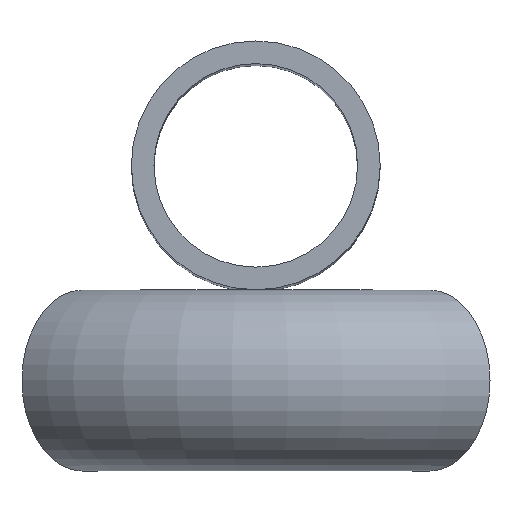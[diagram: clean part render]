
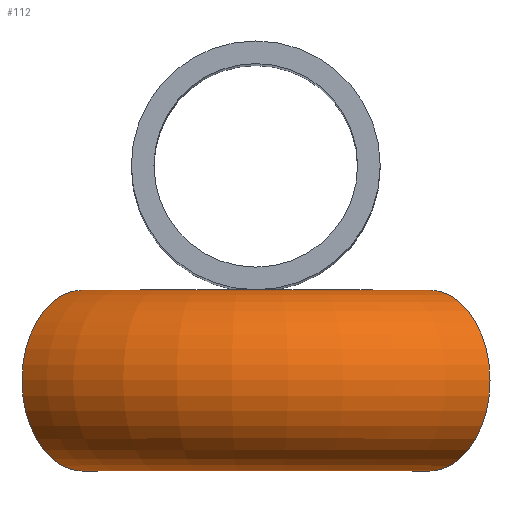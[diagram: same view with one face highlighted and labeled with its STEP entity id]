
A CAD part, top view. The second image highlights one B-rep face of the part: STEP entity #112.
In plain terms, the highlighted toroidal (fillet/blend) face has major radius 23.118 mm and minor radius 8 mm.
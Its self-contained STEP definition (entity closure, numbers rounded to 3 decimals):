
#20=TOROIDAL_SURFACE('',#172,23.118,8.);
#38=FACE_BOUND('',#60,.T.);
#46=FACE_OUTER_BOUND('',#59,.T.);
#59=EDGE_LOOP('',(#99));
#60=EDGE_LOOP('',(#100));
#71=CIRCLE('',#173,8.);
#72=CIRCLE('',#174,8.);
#79=VERTEX_POINT('',#242);
#80=VERTEX_POINT('',#244);
#87=EDGE_CURVE('',#79,#79,#71,.T.);
#88=EDGE_CURVE('',#80,#80,#72,.T.);
#99=ORIENTED_EDGE('',*,*,#87,.F.);
#100=ORIENTED_EDGE('',*,*,#88,.T.);
#112=ADVANCED_FACE('',(#46,#38),#20,.T.);
#172=AXIS2_PLACEMENT_3D('',#241,#207,#208);
#173=AXIS2_PLACEMENT_3D('',#243,#209,#210);
#174=AXIS2_PLACEMENT_3D('',#245,#211,#212);
#207=DIRECTION('center_axis',(0.,0.,-1.));
#208=DIRECTION('ref_axis',(-1.,0.,0.));
#209=DIRECTION('center_axis',(0.747,-0.665,0.));
#210=DIRECTION('ref_axis',(0.665,0.747,0.));
#211=DIRECTION('center_axis',(0.747,0.665,0.));
#212=DIRECTION('ref_axis',(-0.665,0.747,0.));
#241=CARTESIAN_POINT('Origin',(-0.02,-23.118,0.));
#242=CARTESIAN_POINT('',(10.032,-11.826,0.));
#243=CARTESIAN_POINT('Origin',(15.351,-5.85,0.));
#244=CARTESIAN_POINT('',(-10.072,-11.826,0.));
#245=CARTESIAN_POINT('Origin',(-15.391,-5.85,0.));
